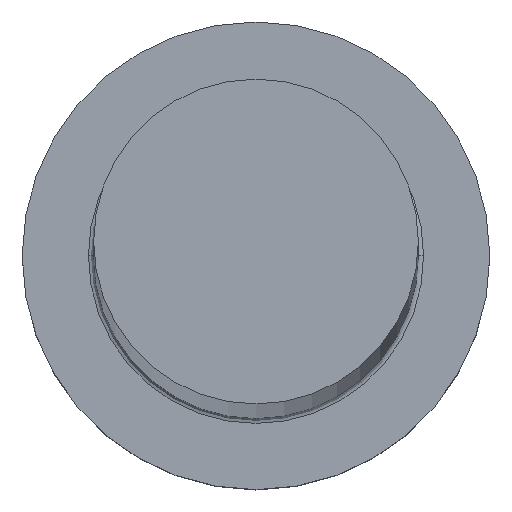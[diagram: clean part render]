
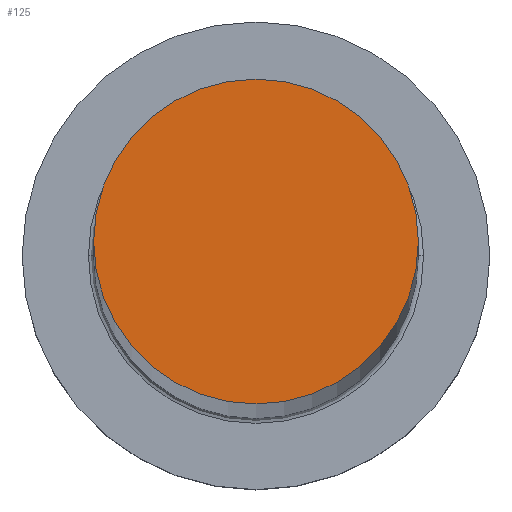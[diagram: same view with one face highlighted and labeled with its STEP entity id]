
A CAD part, top view. The second image highlights one B-rep face of the part: STEP entity #125.
In plain terms, the highlighted planar face has unit normal (0, 0, 1).
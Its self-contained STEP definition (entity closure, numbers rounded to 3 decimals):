
#7 = PLANE ( 'NONE',  #243 ) ;
#36 = CARTESIAN_POINT ( 'NONE',  ( 6.25, 0., 322. ) ) ;
#63 = CIRCLE ( 'NONE', #293, 6.25 ) ;
#74 = CARTESIAN_POINT ( 'NONE',  ( 0., 0., 322. ) ) ;
#94 = EDGE_CURVE ( 'NONE', #188, #297, #63, .T. ) ;
#104 = ORIENTED_EDGE ( 'NONE', *, *, #147, .T. ) ;
#110 = ORIENTED_EDGE ( 'NONE', *, *, #94, .T. ) ;
#120 = DIRECTION ( 'NONE',  ( 1., 0., 0. ) ) ;
#125 = ADVANCED_FACE ( 'NONE', ( #149 ), #7, .T. ) ;
#147 = EDGE_CURVE ( 'NONE', #297, #188, #219, .T. ) ;
#149 = FACE_OUTER_BOUND ( 'NONE', #186, .T. ) ;
#169 = DIRECTION ( 'NONE',  ( 0., 0., 1. ) ) ;
#186 = EDGE_LOOP ( 'NONE', ( #110, #104 ) ) ;
#188 = VERTEX_POINT ( 'NONE', #236 ) ;
#195 = DIRECTION ( 'NONE',  ( 0., 0., 1. ) ) ;
#201 = DIRECTION ( 'NONE',  ( 1., 0., 0. ) ) ;
#217 = CARTESIAN_POINT ( 'NONE',  ( 0., 0., 322. ) ) ;
#219 = CIRCLE ( 'NONE', #228, 6.25 ) ;
#228 = AXIS2_PLACEMENT_3D ( 'NONE', #217, #195, #287 ) ;
#236 = CARTESIAN_POINT ( 'NONE',  ( -6.25, 0., 322. ) ) ;
#243 = AXIS2_PLACEMENT_3D ( 'NONE', #74, #169, #120 ) ;
#247 = DIRECTION ( 'NONE',  ( 0., 0., 1. ) ) ;
#267 = CARTESIAN_POINT ( 'NONE',  ( 0., 0., 322. ) ) ;
#287 = DIRECTION ( 'NONE',  ( 1., 0., 0. ) ) ;
#293 = AXIS2_PLACEMENT_3D ( 'NONE', #267, #247, #201 ) ;
#297 = VERTEX_POINT ( 'NONE', #36 ) ;
